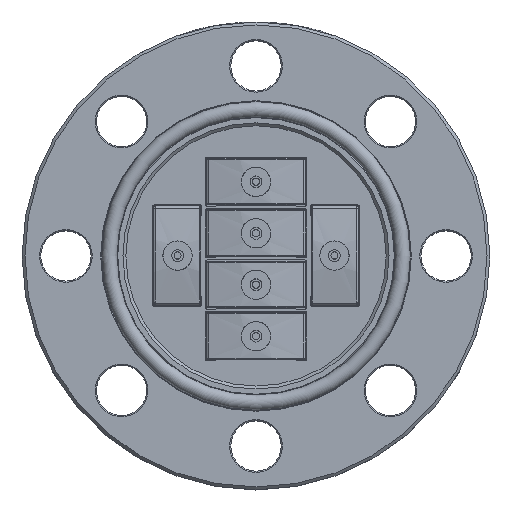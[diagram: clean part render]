
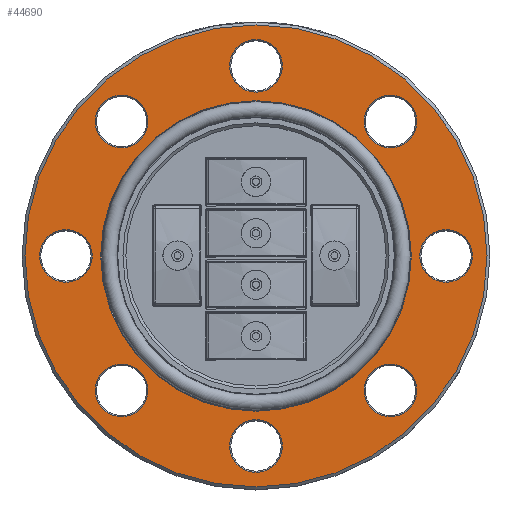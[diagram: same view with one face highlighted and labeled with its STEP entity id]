
A CAD part, top view. The second image highlights one B-rep face of the part: STEP entity #44690.
In plain terms, the highlighted planar face has unit normal (0, 0, 1).
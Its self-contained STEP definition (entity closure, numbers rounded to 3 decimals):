
#122 = ORIENTED_EDGE ( 'NONE', *, *, #5552, .T. ) ;
#953 = ORIENTED_EDGE ( 'NONE', *, *, #20824, .T. ) ;
#1553 = AXIS2_PLACEMENT_3D ( 'NONE', #41453, #29773, #12843 ) ;
#2375 = DIRECTION ( 'NONE',  ( 1., 0., 0. ) ) ;
#2710 = DIRECTION ( 'NONE',  ( 0., 0., -1. ) ) ;
#3148 = FACE_BOUND ( 'NONE', #36771, .T. ) ;
#4134 = ORIENTED_EDGE ( 'NONE', *, *, #43914, .T. ) ;
#4948 = CIRCLE ( 'NONE', #6608, 26.55 ) ;
#5552 = EDGE_CURVE ( 'NONE', #15011, #15011, #48694, .T. ) ;
#6320 = DIRECTION ( 'NONE',  ( 1., 0., 0. ) ) ;
#6357 = AXIS2_PLACEMENT_3D ( 'NONE', #40459, #24034, #47204 ) ;
#6604 = PLANE ( 'NONE',  #39644 ) ;
#6608 = AXIS2_PLACEMENT_3D ( 'NONE', #12124, #24029, #7637 ) ;
#6809 = DIRECTION ( 'NONE',  ( 1., 0., 0. ) ) ;
#7128 = FACE_OUTER_BOUND ( 'NONE', #16917, .T. ) ;
#7637 = DIRECTION ( 'NONE',  ( 1., 0., 0. ) ) ;
#7661 = DIRECTION ( 'NONE',  ( 1., 0., 0. ) ) ;
#7962 = DIRECTION ( 'NONE',  ( 1., 0., 0. ) ) ;
#8065 = CARTESIAN_POINT ( 'NONE',  ( 27.481, 22.981, 0. ) ) ;
#8234 = CARTESIAN_POINT ( 'NONE',  ( 22.981, 22.981, 0. ) ) ;
#11112 = FACE_BOUND ( 'NONE', #42184, .T. ) ;
#11194 = EDGE_LOOP ( 'NONE', ( #34322 ) ) ;
#11243 = CIRCLE ( 'NONE', #28992, 4.5 ) ;
#11846 = CARTESIAN_POINT ( 'NONE',  ( 27.481, -22.981, 0. ) ) ;
#12124 = CARTESIAN_POINT ( 'NONE',  ( 0., 0., 0. ) ) ;
#12633 = CARTESIAN_POINT ( 'NONE',  ( 26.55, 0., 0. ) ) ;
#12843 = DIRECTION ( 'NONE',  ( 1., 0., 0. ) ) ;
#13399 = EDGE_CURVE ( 'NONE', #36483, #36483, #44097, .T. ) ;
#14361 = ORIENTED_EDGE ( 'NONE', *, *, #15732, .T. ) ;
#14944 = VERTEX_POINT ( 'NONE', #42794 ) ;
#15011 = VERTEX_POINT ( 'NONE', #18475 ) ;
#15273 = AXIS2_PLACEMENT_3D ( 'NONE', #27007, #51127, #2375 ) ;
#15548 = ORIENTED_EDGE ( 'NONE', *, *, #42355, .T. ) ;
#15732 = EDGE_CURVE ( 'NONE', #43644, #43644, #28825, .T. ) ;
#15986 = AXIS2_PLACEMENT_3D ( 'NONE', #8234, #33128, #28881 ) ;
#16253 = VERTEX_POINT ( 'NONE', #8065 ) ;
#16834 = CARTESIAN_POINT ( 'NONE',  ( 37., 0., 0. ) ) ;
#16917 = EDGE_LOOP ( 'NONE', ( #122 ) ) ;
#17606 = CIRCLE ( 'NONE', #1553, 4.5 ) ;
#18475 = CARTESIAN_POINT ( 'NONE',  ( 39.5, 0., 0. ) ) ;
#19254 = VERTEX_POINT ( 'NONE', #35445 ) ;
#19549 = DIRECTION ( 'NONE',  ( 0., 0., 1. ) ) ;
#20056 = EDGE_CURVE ( 'NONE', #19254, #19254, #36582, .T. ) ;
#20824 = EDGE_CURVE ( 'NONE', #36210, #36210, #11243, .T. ) ;
#21400 = ORIENTED_EDGE ( 'NONE', *, *, #29300, .T. ) ;
#22738 = AXIS2_PLACEMENT_3D ( 'NONE', #34927, #30693, #6320 ) ;
#22882 = EDGE_LOOP ( 'NONE', ( #40069 ) ) ;
#22981 = EDGE_LOOP ( 'NONE', ( #953 ) ) ;
#23254 = EDGE_LOOP ( 'NONE', ( #14361 ) ) ;
#23255 = FACE_BOUND ( 'NONE', #11194, .T. ) ;
#23516 = FACE_BOUND ( 'NONE', #23254, .T. ) ;
#24029 = DIRECTION ( 'NONE',  ( 0., 0., -1. ) ) ;
#24034 = DIRECTION ( 'NONE',  ( 0., 0., 1. ) ) ;
#25299 = CIRCLE ( 'NONE', #15986, 4.5 ) ;
#26411 = EDGE_LOOP ( 'NONE', ( #34429 ) ) ;
#27007 = CARTESIAN_POINT ( 'NONE',  ( 22.981, -22.981, 0. ) ) ;
#27779 = DIRECTION ( 'NONE',  ( 0., 0., -1. ) ) ;
#28825 = CIRCLE ( 'NONE', #15273, 4.5 ) ;
#28881 = DIRECTION ( 'NONE',  ( 1., 0., 0. ) ) ;
#28992 = AXIS2_PLACEMENT_3D ( 'NONE', #39974, #27779, #7661 ) ;
#29300 = EDGE_CURVE ( 'NONE', #45481, #45481, #52362, .T. ) ;
#29773 = DIRECTION ( 'NONE',  ( 0., 0., -1. ) ) ;
#30693 = DIRECTION ( 'NONE',  ( 0., 0., -1. ) ) ;
#30977 = CARTESIAN_POINT ( 'NONE',  ( 0., 0., 0. ) ) ;
#31247 = FACE_BOUND ( 'NONE', #43836, .T. ) ;
#33033 = EDGE_CURVE ( 'NONE', #40967, #40967, #4948, .T. ) ;
#33128 = DIRECTION ( 'NONE',  ( 0., 0., -1. ) ) ;
#34322 = ORIENTED_EDGE ( 'NONE', *, *, #20056, .T. ) ;
#34429 = ORIENTED_EDGE ( 'NONE', *, *, #13399, .T. ) ;
#34760 = DIRECTION ( 'NONE',  ( 1., 0., 0. ) ) ;
#34887 = DIRECTION ( 'NONE',  ( 0., 0., -1. ) ) ;
#34927 = CARTESIAN_POINT ( 'NONE',  ( 32.5, 0., 0. ) ) ;
#35105 = CARTESIAN_POINT ( 'NONE',  ( 4.5, 32.5, 0. ) ) ;
#35445 = CARTESIAN_POINT ( 'NONE',  ( -28., 0., 0. ) ) ;
#35787 = CARTESIAN_POINT ( 'NONE',  ( -22.981, 22.981, 0. ) ) ;
#36210 = VERTEX_POINT ( 'NONE', #52373 ) ;
#36483 = VERTEX_POINT ( 'NONE', #39927 ) ;
#36582 = CIRCLE ( 'NONE', #42512, 4.5 ) ;
#36771 = EDGE_LOOP ( 'NONE', ( #15548 ) ) ;
#37331 = AXIS2_PLACEMENT_3D ( 'NONE', #35787, #48773, #7962 ) ;
#37992 = CIRCLE ( 'NONE', #51532, 4.5 ) ;
#39086 = VERTEX_POINT ( 'NONE', #35105 ) ;
#39440 = FACE_BOUND ( 'NONE', #22882, .T. ) ;
#39644 = AXIS2_PLACEMENT_3D ( 'NONE', #30977, #19549, #47151 ) ;
#39927 = CARTESIAN_POINT ( 'NONE',  ( -18.481, 22.981, 0. ) ) ;
#39974 = CARTESIAN_POINT ( 'NONE',  ( -22.981, -22.981, 0. ) ) ;
#40069 = ORIENTED_EDGE ( 'NONE', *, *, #49598, .T. ) ;
#40383 = ORIENTED_EDGE ( 'NONE', *, *, #33033, .T. ) ;
#40459 = CARTESIAN_POINT ( 'NONE',  ( 0., 0., 0. ) ) ;
#40967 = VERTEX_POINT ( 'NONE', #12633 ) ;
#41453 = CARTESIAN_POINT ( 'NONE',  ( 0., -32.5, 0. ) ) ;
#41829 = EDGE_LOOP ( 'NONE', ( #40383 ) ) ;
#42184 = EDGE_LOOP ( 'NONE', ( #21400 ) ) ;
#42355 = EDGE_CURVE ( 'NONE', #39086, #39086, #37992, .T. ) ;
#42512 = AXIS2_PLACEMENT_3D ( 'NONE', #43115, #34887, #6809 ) ;
#42631 = FACE_BOUND ( 'NONE', #26411, .T. ) ;
#42794 = CARTESIAN_POINT ( 'NONE',  ( 4.5, -32.5, 0. ) ) ;
#43115 = CARTESIAN_POINT ( 'NONE',  ( -32.5, 0., 0. ) ) ;
#43644 = VERTEX_POINT ( 'NONE', #11846 ) ;
#43680 = FACE_BOUND ( 'NONE', #41829, .T. ) ;
#43836 = EDGE_LOOP ( 'NONE', ( #4134 ) ) ;
#43914 = EDGE_CURVE ( 'NONE', #14944, #14944, #17606, .T. ) ;
#44097 = CIRCLE ( 'NONE', #37331, 4.5 ) ;
#44690 = ADVANCED_FACE ( 'NONE', ( #7128, #42631, #23255, #47422, #31247, #23516, #11112, #39440, #3148, #43680 ), #6604, .T. ) ;
#45481 = VERTEX_POINT ( 'NONE', #16834 ) ;
#47151 = DIRECTION ( 'NONE',  ( 1., 0., 0. ) ) ;
#47204 = DIRECTION ( 'NONE',  ( 1., 0., 0. ) ) ;
#47422 = FACE_BOUND ( 'NONE', #22981, .T. ) ;
#48694 = CIRCLE ( 'NONE', #6357, 39.5 ) ;
#48773 = DIRECTION ( 'NONE',  ( 0., 0., -1. ) ) ;
#49598 = EDGE_CURVE ( 'NONE', #16253, #16253, #25299, .T. ) ;
#50139 = CARTESIAN_POINT ( 'NONE',  ( 0., 32.5, 0. ) ) ;
#51127 = DIRECTION ( 'NONE',  ( 0., 0., -1. ) ) ;
#51532 = AXIS2_PLACEMENT_3D ( 'NONE', #50139, #2710, #34760 ) ;
#52362 = CIRCLE ( 'NONE', #22738, 4.5 ) ;
#52373 = CARTESIAN_POINT ( 'NONE',  ( -18.481, -22.981, 0. ) ) ;
